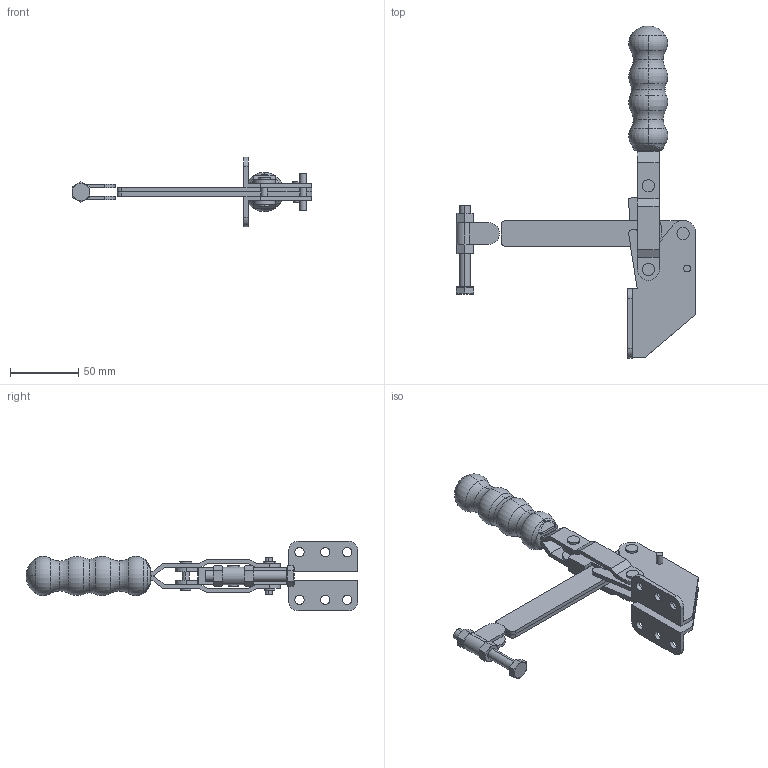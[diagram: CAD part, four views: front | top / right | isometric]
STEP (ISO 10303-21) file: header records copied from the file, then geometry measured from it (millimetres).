
FILE_DESCRIPTION (( 'STEP AP214' ), '1' );
FILE_NAME ('GH-13003-A(Â²¤Æ)-1.STEP', '2020-03-27T03:52:49', ( 'LinWei' ), ( '' ), 'SwSTEP 2.0', 'SolidWorks 2016', '' );
FILE_SCHEMA (( 'AUTOMOTIVE_DESIGN' ));
Length unit declared in the file: millimetre
Products named in the file (7): Group1^GH-13003-A(簡化)-1; Group2^GH-13003-A(簡化)-1; Group6^GH-13003-A(簡化)-1; 零件11^GH-13003-A(簡化)-1; Group5^GH-13003-A(簡化)-1; Group3^GH-13003-A(簡化)-1; GH-13003-A(簡化)-1
Assembly tree (6 placements, depth 2):
  GH-13003-A(簡化)-1
    Group3^GH-13003-A(簡化)-1
    Group5^GH-13003-A(簡化)-1
    零件11^GH-13003-A(簡化)-1
    Group6^GH-13003-A(簡化)-1
    Group2^GH-13003-A(簡化)-1
    Group1^GH-13003-A(簡化)-1
Bounding box: 176.36 x 244 x 51 mm (x, y, z)
Volume: 114856.2 mm3; surface area: 54973.2 mm2
Topology: 6 solids, 6 shells, 318 faces, 778 edges, 489 vertices
Faces by surface type: plane 134, cylinder 116, cone 34, torus 26, bspline 6, sphere 2
Entity records: 11290 total; most frequent: CARTESIAN_POINT 2504, DIRECTION 1679, ORIENTED_EDGE 1556, EDGE_CURVE 778, AXIS2_PLACEMENT_3D 648, VERTEX_POINT 489, VECTOR 383, LINE 383
